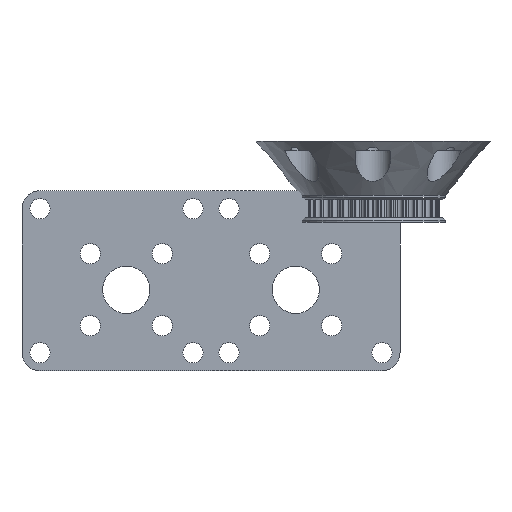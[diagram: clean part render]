
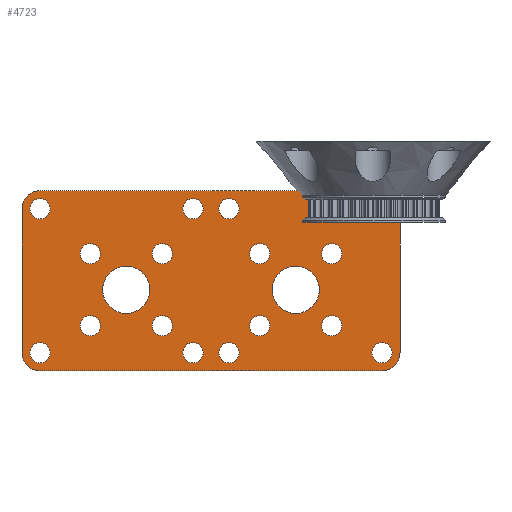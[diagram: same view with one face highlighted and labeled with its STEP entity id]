
A CAD part, front view. The second image highlights one B-rep face of the part: STEP entity #4723.
In plain terms, the highlighted planar face has unit normal (0, -1, 0).
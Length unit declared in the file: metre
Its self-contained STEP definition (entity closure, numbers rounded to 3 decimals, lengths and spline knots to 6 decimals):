
#31=PLANE('',#5483);
#227=LINE('',#8641,#435);
#232=LINE('',#8655,#440);
#236=LINE('',#8667,#444);
#240=LINE('',#8679,#448);
#435=VECTOR('',#7011,1.);
#440=VECTOR('',#7024,1.);
#444=VECTOR('',#7036,1.);
#448=VECTOR('',#7048,1.);
#1822=ORIENTED_EDGE('',*,*,#2573,.F.);
#1823=ORIENTED_EDGE('',*,*,#2571,.F.);
#1824=ORIENTED_EDGE('',*,*,#2569,.F.);
#1825=ORIENTED_EDGE('',*,*,#2567,.F.);
#1826=ORIENTED_EDGE('',*,*,#2565,.F.);
#1827=ORIENTED_EDGE('',*,*,#2563,.F.);
#1828=ORIENTED_EDGE('',*,*,#2561,.F.);
#1829=ORIENTED_EDGE('',*,*,#2559,.F.);
#1830=ORIENTED_EDGE('',*,*,#2557,.F.);
#1831=ORIENTED_EDGE('',*,*,#2555,.F.);
#1832=ORIENTED_EDGE('',*,*,#2553,.F.);
#1833=ORIENTED_EDGE('',*,*,#2551,.F.);
#1834=ORIENTED_EDGE('',*,*,#2549,.T.);
#1835=ORIENTED_EDGE('',*,*,#2547,.T.);
#1836=ORIENTED_EDGE('',*,*,#2545,.T.);
#1837=ORIENTED_EDGE('',*,*,#2543,.F.);
#1838=ORIENTED_EDGE('',*,*,#2541,.F.);
#1839=ORIENTED_EDGE('',*,*,#2539,.T.);
#1840=ORIENTED_EDGE('',*,*,#2519,.T.);
#1841=ORIENTED_EDGE('',*,*,#2523,.T.);
#1842=ORIENTED_EDGE('',*,*,#2526,.T.);
#1843=ORIENTED_EDGE('',*,*,#2529,.T.);
#1844=ORIENTED_EDGE('',*,*,#2532,.T.);
#1845=ORIENTED_EDGE('',*,*,#2535,.T.);
#1846=ORIENTED_EDGE('',*,*,#2538,.F.);
#1847=ORIENTED_EDGE('',*,*,#2576,.T.);
#2519=EDGE_CURVE('',#3015,#3014,#227,.T.);
#2523=EDGE_CURVE('',#3014,#3017,#3500,.T.);
#2526=EDGE_CURVE('',#3017,#3019,#232,.T.);
#2529=EDGE_CURVE('',#3019,#3021,#3502,.T.);
#2532=EDGE_CURVE('',#3021,#3023,#236,.T.);
#2535=EDGE_CURVE('',#3023,#3025,#3504,.T.);
#2538=EDGE_CURVE('',#3027,#3025,#240,.T.);
#2539=EDGE_CURVE('',#3028,#3028,#3505,.T.);
#2541=EDGE_CURVE('',#3030,#3030,#3507,.T.);
#2543=EDGE_CURVE('',#3032,#3032,#3509,.T.);
#2545=EDGE_CURVE('',#3034,#3034,#3511,.T.);
#2547=EDGE_CURVE('',#3036,#3036,#3513,.T.);
#2549=EDGE_CURVE('',#3038,#3038,#3515,.T.);
#2551=EDGE_CURVE('',#3040,#3040,#3517,.T.);
#2553=EDGE_CURVE('',#3042,#3042,#3519,.T.);
#2555=EDGE_CURVE('',#3044,#3044,#3521,.T.);
#2557=EDGE_CURVE('',#3046,#3046,#3523,.T.);
#2559=EDGE_CURVE('',#3048,#3048,#3525,.T.);
#2561=EDGE_CURVE('',#3050,#3050,#3527,.T.);
#2563=EDGE_CURVE('',#3052,#3052,#3529,.T.);
#2565=EDGE_CURVE('',#3054,#3054,#3531,.T.);
#2567=EDGE_CURVE('',#3056,#3056,#3533,.T.);
#2569=EDGE_CURVE('',#3058,#3058,#3535,.T.);
#2571=EDGE_CURVE('',#3060,#3060,#3537,.T.);
#2573=EDGE_CURVE('',#3062,#3062,#3539,.T.);
#2576=EDGE_CURVE('',#3027,#3015,#3542,.T.);
#3014=VERTEX_POINT('',#8640);
#3015=VERTEX_POINT('',#8642);
#3017=VERTEX_POINT('',#8648);
#3019=VERTEX_POINT('',#8654);
#3021=VERTEX_POINT('',#8660);
#3023=VERTEX_POINT('',#8666);
#3025=VERTEX_POINT('',#8672);
#3027=VERTEX_POINT('',#8678);
#3028=VERTEX_POINT('',#8682);
#3030=VERTEX_POINT('',#8687);
#3032=VERTEX_POINT('',#8692);
#3034=VERTEX_POINT('',#8697);
#3036=VERTEX_POINT('',#8702);
#3038=VERTEX_POINT('',#8707);
#3040=VERTEX_POINT('',#8712);
#3042=VERTEX_POINT('',#8717);
#3044=VERTEX_POINT('',#8722);
#3046=VERTEX_POINT('',#8727);
#3048=VERTEX_POINT('',#8732);
#3050=VERTEX_POINT('',#8737);
#3052=VERTEX_POINT('',#8742);
#3054=VERTEX_POINT('',#8747);
#3056=VERTEX_POINT('',#8752);
#3058=VERTEX_POINT('',#8757);
#3060=VERTEX_POINT('',#8762);
#3062=VERTEX_POINT('',#8767);
#3500=CIRCLE('',#5416,0.004);
#3502=CIRCLE('',#5420,0.004);
#3504=CIRCLE('',#5424,0.004);
#3505=CIRCLE('',#5427,0.00225);
#3507=CIRCLE('',#5430,0.00225);
#3509=CIRCLE('',#5433,0.00225);
#3511=CIRCLE('',#5436,0.00225);
#3513=CIRCLE('',#5439,0.00225);
#3515=CIRCLE('',#5442,0.00225);
#3517=CIRCLE('',#5445,0.00225);
#3519=CIRCLE('',#5448,0.00225);
#3521=CIRCLE('',#5451,0.00525);
#3523=CIRCLE('',#5454,0.00225);
#3525=CIRCLE('',#5457,0.00225);
#3527=CIRCLE('',#5460,0.00225);
#3529=CIRCLE('',#5463,0.00225);
#3531=CIRCLE('',#5466,0.00525);
#3533=CIRCLE('',#5469,0.00225);
#3535=CIRCLE('',#5472,0.00225);
#3537=CIRCLE('',#5475,0.00225);
#3539=CIRCLE('',#5478,0.00225);
#3542=CIRCLE('',#5482,0.004);
#3851=EDGE_LOOP('',(#1822));
#3852=EDGE_LOOP('',(#1823));
#3853=EDGE_LOOP('',(#1824));
#3854=EDGE_LOOP('',(#1825));
#3855=EDGE_LOOP('',(#1826));
#3856=EDGE_LOOP('',(#1827));
#3857=EDGE_LOOP('',(#1828));
#3858=EDGE_LOOP('',(#1829));
#3859=EDGE_LOOP('',(#1830));
#3860=EDGE_LOOP('',(#1831));
#3861=EDGE_LOOP('',(#1832));
#3862=EDGE_LOOP('',(#1833));
#3863=EDGE_LOOP('',(#1834));
#3864=EDGE_LOOP('',(#1835));
#3865=EDGE_LOOP('',(#1836));
#3866=EDGE_LOOP('',(#1837));
#3867=EDGE_LOOP('',(#1838));
#3868=EDGE_LOOP('',(#1839));
#3869=EDGE_LOOP('',(#1840,#1841,#1842,#1843,#1844,#1845,#1846,#1847));
#4197=FACE_BOUND('',#3851,.T.);
#4198=FACE_BOUND('',#3852,.T.);
#4199=FACE_BOUND('',#3853,.T.);
#4200=FACE_BOUND('',#3854,.T.);
#4201=FACE_BOUND('',#3855,.T.);
#4202=FACE_BOUND('',#3856,.T.);
#4203=FACE_BOUND('',#3857,.T.);
#4204=FACE_BOUND('',#3858,.T.);
#4205=FACE_BOUND('',#3859,.T.);
#4206=FACE_BOUND('',#3860,.T.);
#4207=FACE_BOUND('',#3861,.T.);
#4208=FACE_BOUND('',#3862,.T.);
#4209=FACE_BOUND('',#3863,.T.);
#4210=FACE_BOUND('',#3864,.T.);
#4211=FACE_BOUND('',#3865,.T.);
#4212=FACE_BOUND('',#3866,.T.);
#4213=FACE_BOUND('',#3867,.T.);
#4214=FACE_BOUND('',#3868,.T.);
#4215=FACE_BOUND('',#3869,.T.);
#4723=ADVANCED_FACE('',(#4197,#4198,#4199,#4200,#4201,#4202,#4203,#4204,
#4205,#4206,#4207,#4208,#4209,#4210,#4211,#4212,#4213,#4214,#4215),#31,
 .T.);
#5416=AXIS2_PLACEMENT_3D('',#8649,#7018,#7019);
#5420=AXIS2_PLACEMENT_3D('',#8661,#7030,#7031);
#5424=AXIS2_PLACEMENT_3D('',#8673,#7042,#7043);
#5427=AXIS2_PLACEMENT_3D('',#8681,#7051,#7052);
#5430=AXIS2_PLACEMENT_3D('',#8686,#7057,#7058);
#5433=AXIS2_PLACEMENT_3D('',#8691,#7063,#7064);
#5436=AXIS2_PLACEMENT_3D('',#8696,#7069,#7070);
#5439=AXIS2_PLACEMENT_3D('',#8701,#7075,#7076);
#5442=AXIS2_PLACEMENT_3D('',#8706,#7081,#7082);
#5445=AXIS2_PLACEMENT_3D('',#8711,#7087,#7088);
#5448=AXIS2_PLACEMENT_3D('',#8716,#7093,#7094);
#5451=AXIS2_PLACEMENT_3D('',#8721,#7099,#7100);
#5454=AXIS2_PLACEMENT_3D('',#8726,#7105,#7106);
#5457=AXIS2_PLACEMENT_3D('',#8731,#7111,#7112);
#5460=AXIS2_PLACEMENT_3D('',#8736,#7117,#7118);
#5463=AXIS2_PLACEMENT_3D('',#8741,#7123,#7124);
#5466=AXIS2_PLACEMENT_3D('',#8746,#7129,#7130);
#5469=AXIS2_PLACEMENT_3D('',#8751,#7135,#7136);
#5472=AXIS2_PLACEMENT_3D('',#8756,#7141,#7142);
#5475=AXIS2_PLACEMENT_3D('',#8761,#7147,#7148);
#5478=AXIS2_PLACEMENT_3D('',#8766,#7153,#7154);
#5482=AXIS2_PLACEMENT_3D('',#8772,#7161,#7162);
#5483=AXIS2_PLACEMENT_3D('',#8773,#7163,#7164);
#7011=DIRECTION('',(1.,0.,0.));
#7018=DIRECTION('',(0.,-1.,0.));
#7019=DIRECTION('',(0.,0.,-1.));
#7024=DIRECTION('',(0.,0.,1.));
#7030=DIRECTION('',(0.,-1.,0.));
#7031=DIRECTION('',(0.,0.,-1.));
#7036=DIRECTION('',(-1.,0.,0.));
#7042=DIRECTION('',(0.,-1.,0.));
#7043=DIRECTION('',(0.,0.,-1.));
#7048=DIRECTION('',(0.,0.,1.));
#7051=DIRECTION('',(0.,1.,0.));
#7052=DIRECTION('',(0.,0.,-1.));
#7057=DIRECTION('',(0.,-1.,0.));
#7058=DIRECTION('',(0.,0.,-1.));
#7063=DIRECTION('',(0.,-1.,0.));
#7064=DIRECTION('',(0.,0.,-1.));
#7069=DIRECTION('',(0.,1.,0.));
#7070=DIRECTION('',(0.,0.,-1.));
#7075=DIRECTION('',(0.,1.,0.));
#7076=DIRECTION('',(0.,0.,-1.));
#7081=DIRECTION('',(0.,1.,0.));
#7082=DIRECTION('',(0.,0.,-1.));
#7087=DIRECTION('',(0.,-1.,0.));
#7088=DIRECTION('',(0.,0.,-1.));
#7093=DIRECTION('',(0.,-1.,0.));
#7094=DIRECTION('',(0.,0.,-1.));
#7099=DIRECTION('',(0.,-1.,0.));
#7100=DIRECTION('',(0.,0.,-1.));
#7105=DIRECTION('',(0.,-1.,0.));
#7106=DIRECTION('',(0.,0.,-1.));
#7111=DIRECTION('',(0.,-1.,0.));
#7112=DIRECTION('',(0.,0.,-1.));
#7117=DIRECTION('',(0.,-1.,0.));
#7118=DIRECTION('',(0.,0.,-1.));
#7123=DIRECTION('',(0.,-1.,0.));
#7124=DIRECTION('',(0.,0.,-1.));
#7129=DIRECTION('',(0.,-1.,0.));
#7130=DIRECTION('',(0.,0.,-1.));
#7135=DIRECTION('',(0.,-1.,0.));
#7136=DIRECTION('',(0.,0.,-1.));
#7141=DIRECTION('',(0.,-1.,0.));
#7142=DIRECTION('',(0.,0.,-1.));
#7147=DIRECTION('',(0.,-1.,0.));
#7148=DIRECTION('',(0.,0.,-1.));
#7153=DIRECTION('',(0.,-1.,0.));
#7154=DIRECTION('',(0.,0.,-1.));
#7161=DIRECTION('',(0.,-1.,0.));
#7162=DIRECTION('',(0.,0.,-1.));
#7163=DIRECTION('',(0.,-1.,0.));
#7164=DIRECTION('',(1.,0.,0.));
#8640=CARTESIAN_POINT('',(0.038,-0.003175,-0.036));
#8641=CARTESIAN_POINT('',(0.,-0.003175,-0.036));
#8642=CARTESIAN_POINT('',(-0.038,-0.003175,-0.036));
#8648=CARTESIAN_POINT('',(0.042,-0.003175,-0.032));
#8649=CARTESIAN_POINT('',(0.038,-0.003175,-0.032));
#8654=CARTESIAN_POINT('',(0.042,-0.003175,0.));
#8655=CARTESIAN_POINT('',(0.042,-0.003175,-0.016));
#8660=CARTESIAN_POINT('',(0.038,-0.003175,0.004));
#8661=CARTESIAN_POINT('',(0.038,-0.003175,0.));
#8666=CARTESIAN_POINT('',(-0.038,-0.003175,0.004));
#8667=CARTESIAN_POINT('',(0.,-0.003175,0.004));
#8672=CARTESIAN_POINT('',(-0.042,-0.003175,0.));
#8673=CARTESIAN_POINT('',(-0.038,-0.003175,0.));
#8678=CARTESIAN_POINT('',(-0.042,-0.003175,-0.032));
#8679=CARTESIAN_POINT('',(-0.042,-0.003175,-0.016));
#8681=CARTESIAN_POINT('',(-0.004,-0.003175,-0.032));
#8682=CARTESIAN_POINT('',(-0.004,-0.003175,-0.03425));
#8686=CARTESIAN_POINT('',(0.004,-0.003175,-0.032));
#8687=CARTESIAN_POINT('',(0.004,-0.003175,-0.03425));
#8691=CARTESIAN_POINT('',(0.004,-0.003175,0.));
#8692=CARTESIAN_POINT('',(0.004,-0.003175,-0.00225));
#8696=CARTESIAN_POINT('',(0.038,-0.003175,0.));
#8697=CARTESIAN_POINT('',(0.038,-0.003175,-0.00225));
#8701=CARTESIAN_POINT('',(0.038,-0.003175,-0.032));
#8702=CARTESIAN_POINT('',(0.038,-0.003175,-0.03425));
#8706=CARTESIAN_POINT('',(-0.004,-0.003175,0.));
#8707=CARTESIAN_POINT('',(-0.004,-0.003175,-0.00225));
#8711=CARTESIAN_POINT('',(-0.038,-0.003175,-0.032));
#8712=CARTESIAN_POINT('',(-0.038,-0.003175,-0.03425));
#8716=CARTESIAN_POINT('',(-0.038,-0.003175,0.));
#8717=CARTESIAN_POINT('',(-0.038,-0.003175,-0.00225));
#8721=CARTESIAN_POINT('',(-0.018823,-0.003175,-0.018));
#8722=CARTESIAN_POINT('',(-0.018823,-0.003175,-0.02325));
#8726=CARTESIAN_POINT('',(-0.026823,-0.003175,-0.026));
#8727=CARTESIAN_POINT('',(-0.026823,-0.003175,-0.02825));
#8731=CARTESIAN_POINT('',(-0.026823,-0.003175,-0.01));
#8732=CARTESIAN_POINT('',(-0.026823,-0.003175,-0.01225));
#8736=CARTESIAN_POINT('',(-0.010823,-0.003175,-0.01));
#8737=CARTESIAN_POINT('',(-0.010823,-0.003175,-0.01225));
#8741=CARTESIAN_POINT('',(-0.010823,-0.003175,-0.026));
#8742=CARTESIAN_POINT('',(-0.010823,-0.003175,-0.02825));
#8746=CARTESIAN_POINT('',(0.018823,-0.003175,-0.018));
#8747=CARTESIAN_POINT('',(0.018823,-0.003175,-0.02325));
#8751=CARTESIAN_POINT('',(0.010823,-0.003175,-0.026));
#8752=CARTESIAN_POINT('',(0.010823,-0.003175,-0.02825));
#8756=CARTESIAN_POINT('',(0.010823,-0.003175,-0.01));
#8757=CARTESIAN_POINT('',(0.010823,-0.003175,-0.01225));
#8761=CARTESIAN_POINT('',(0.026823,-0.003175,-0.01));
#8762=CARTESIAN_POINT('',(0.026823,-0.003175,-0.01225));
#8766=CARTESIAN_POINT('',(0.026823,-0.003175,-0.026));
#8767=CARTESIAN_POINT('',(0.026823,-0.003175,-0.02825));
#8772=CARTESIAN_POINT('',(-0.038,-0.003175,-0.032));
#8773=CARTESIAN_POINT('',(0.,-0.003175,0.012));
